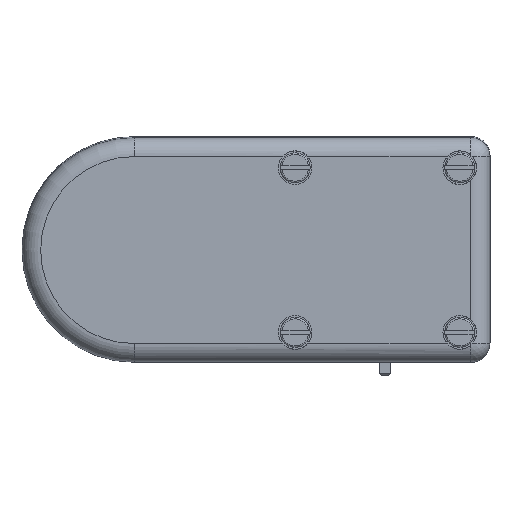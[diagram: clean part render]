
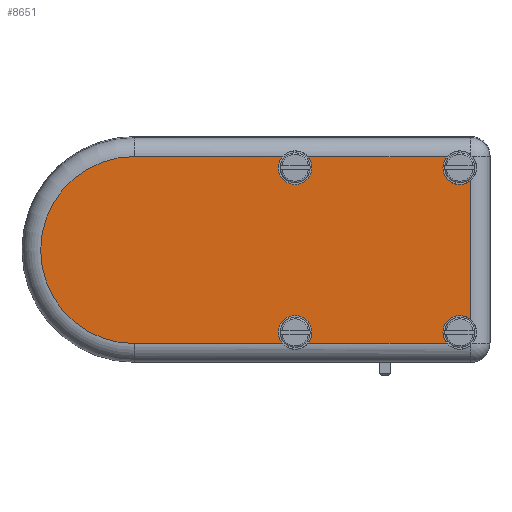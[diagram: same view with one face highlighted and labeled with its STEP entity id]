
A CAD part, front view. The second image highlights one B-rep face of the part: STEP entity #8651.
In plain terms, the highlighted planar face has unit normal (0, -1, 0).
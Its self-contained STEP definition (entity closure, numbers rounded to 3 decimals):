
#7594=DIRECTION('',(0.,0.,-1.));
#7595=VECTOR('',#7594,18.646);
#7596=CARTESIAN_POINT('',(27.5,0.,9.323));
#7597=LINE('',#7596,#7595);
#7598=CARTESIAN_POINT('',(26.,0.,-11.));
#7599=DIRECTION('',(0.,-1.,0.));
#7600=DIRECTION('',(0.667,0.,0.745));
#7601=AXIS2_PLACEMENT_3D('',#7598,#7599,#7600);
#7603=CARTESIAN_POINT('',(26.,0.,-11.));
#7604=DIRECTION('',(0.,-1.,0.));
#7605=DIRECTION('',(-1.,0.,0.));
#7606=AXIS2_PLACEMENT_3D('',#7603,#7604,#7605);
#7608=DIRECTION('',(-1.,0.,0.));
#7609=VECTOR('',#7608,18.646);
#7610=CARTESIAN_POINT('',(24.323,0.,-12.5));
#7611=LINE('',#7610,#7609);
#7612=CARTESIAN_POINT('',(4.,0.,-11.));
#7613=DIRECTION('',(0.,-1.,0.));
#7614=DIRECTION('',(0.745,0.,-0.667));
#7615=AXIS2_PLACEMENT_3D('',#7612,#7613,#7614);
#7617=CARTESIAN_POINT('',(4.,0.,-11.));
#7618=DIRECTION('',(0.,-1.,0.));
#7619=DIRECTION('',(1.,0.,0.));
#7620=AXIS2_PLACEMENT_3D('',#7617,#7618,#7619);
#7622=CARTESIAN_POINT('',(4.,0.,-11.));
#7623=DIRECTION('',(0.,-1.,0.));
#7624=DIRECTION('',(-1.,0.,0.));
#7625=AXIS2_PLACEMENT_3D('',#7622,#7623,#7624);
#7627=DIRECTION('',(1.,0.,0.));
#7628=VECTOR('',#7627,19.823);
#7629=CARTESIAN_POINT('',(-17.5,0.,-12.5));
#7630=LINE('',#7629,#7628);
#7631=CARTESIAN_POINT('',(-17.5,0.,0.));
#7632=DIRECTION('',(0.,-1.,0.));
#7633=DIRECTION('',(0.,0.,1.));
#7634=AXIS2_PLACEMENT_3D('',#7631,#7632,#7633);
#7636=DIRECTION('',(-1.,0.,0.));
#7637=VECTOR('',#7636,19.823);
#7638=CARTESIAN_POINT('',(2.323,0.,12.5));
#7639=LINE('',#7638,#7637);
#7640=CARTESIAN_POINT('',(4.,0.,11.));
#7641=DIRECTION('',(0.,-1.,0.));
#7642=DIRECTION('',(-0.745,0.,0.667));
#7643=AXIS2_PLACEMENT_3D('',#7640,#7641,#7642);
#7645=CARTESIAN_POINT('',(4.,0.,11.));
#7646=DIRECTION('',(0.,-1.,0.));
#7647=DIRECTION('',(-1.,0.,0.));
#7648=AXIS2_PLACEMENT_3D('',#7645,#7646,#7647);
#7650=CARTESIAN_POINT('',(4.,0.,11.));
#7651=DIRECTION('',(0.,-1.,0.));
#7652=DIRECTION('',(1.,0.,0.));
#7653=AXIS2_PLACEMENT_3D('',#7650,#7651,#7652);
#7655=DIRECTION('',(1.,0.,0.));
#7656=VECTOR('',#7655,18.646);
#7657=CARTESIAN_POINT('',(5.677,0.,12.5));
#7658=LINE('',#7657,#7656);
#7659=CARTESIAN_POINT('',(26.,0.,11.));
#7660=DIRECTION('',(0.,-1.,0.));
#7661=DIRECTION('',(-0.745,0.,0.667));
#7662=AXIS2_PLACEMENT_3D('',#7659,#7660,#7661);
#7664=CARTESIAN_POINT('',(26.,0.,11.));
#7665=DIRECTION('',(0.,-1.,0.));
#7666=DIRECTION('',(-1.,0.,0.));
#7667=AXIS2_PLACEMENT_3D('',#7664,#7665,#7666);
#8223=CARTESIAN_POINT('',(5.677,0.,-12.5));
#8292=CARTESIAN_POINT('',(2.323,0.,12.5));
#8388=CARTESIAN_POINT('',(27.5,0.,-9.323));
#8429=CARTESIAN_POINT('',(23.75,0.,-11.));
#8430=VERTEX_POINT('',#8429);
#8439=CARTESIAN_POINT('',(6.25,0.,-11.));
#8440=CARTESIAN_POINT('',(1.75,0.,-11.));
#8441=VERTEX_POINT('',#8439);
#8442=VERTEX_POINT('',#8440);
#8459=CARTESIAN_POINT('',(23.75,0.,11.));
#8460=VERTEX_POINT('',#8459);
#8469=CARTESIAN_POINT('',(1.75,0.,11.));
#8470=CARTESIAN_POINT('',(6.25,0.,11.));
#8471=VERTEX_POINT('',#8469);
#8472=VERTEX_POINT('',#8470);
#8481=VERTEX_POINT('',#8388);
#8483=CARTESIAN_POINT('',(27.5,0.,9.323));
#8484=VERTEX_POINT('',#8483);
#8486=CARTESIAN_POINT('',(5.677,0.,12.5));
#8487=CARTESIAN_POINT('',(24.323,0.,12.5));
#8488=VERTEX_POINT('',#8486);
#8489=VERTEX_POINT('',#8487);
#8490=VERTEX_POINT('',#8292);
#8491=CARTESIAN_POINT('',(-17.5,0.,12.5));
#8492=VERTEX_POINT('',#8491);
#8493=CARTESIAN_POINT('',(-17.5,0.,-12.5));
#8494=VERTEX_POINT('',#8493);
#8499=CARTESIAN_POINT('',(2.323,0.,-12.5));
#8500=VERTEX_POINT('',#8499);
#8501=VERTEX_POINT('',#8223);
#8502=CARTESIAN_POINT('',(24.323,0.,-12.5));
#8503=VERTEX_POINT('',#8502);
#8612=CARTESIAN_POINT('',(0.,0.,0.));
#8613=DIRECTION('',(0.,1.,0.));
#8614=DIRECTION('',(1.,0.,0.));
#8615=AXIS2_PLACEMENT_3D('',#8612,#8613,#8614);
#8616=PLANE('',#8615);
#8618=ORIENTED_EDGE('',*,*,#8617,.T.);
#8620=ORIENTED_EDGE('',*,*,#8619,.T.);
#8622=ORIENTED_EDGE('',*,*,#8621,.T.);
#8624=ORIENTED_EDGE('',*,*,#8623,.T.);
#8626=ORIENTED_EDGE('',*,*,#8625,.T.);
#8628=ORIENTED_EDGE('',*,*,#8627,.T.);
#8630=ORIENTED_EDGE('',*,*,#8629,.T.);
#8632=ORIENTED_EDGE('',*,*,#8631,.F.);
#8634=ORIENTED_EDGE('',*,*,#8633,.F.);
#8636=ORIENTED_EDGE('',*,*,#8635,.F.);
#8638=ORIENTED_EDGE('',*,*,#8637,.T.);
#8640=ORIENTED_EDGE('',*,*,#8639,.T.);
#8642=ORIENTED_EDGE('',*,*,#8641,.T.);
#8644=ORIENTED_EDGE('',*,*,#8643,.T.);
#8646=ORIENTED_EDGE('',*,*,#8645,.T.);
#8648=ORIENTED_EDGE('',*,*,#8647,.T.);
#8649=EDGE_LOOP('',(#8618,#8620,#8622,#8624,#8626,#8628,#8630,#8632,#8634,#8636,
#8638,#8640,#8642,#8644,#8646,#8648));
#8650=FACE_OUTER_BOUND('',#8649,.F.);
#8651=ADVANCED_FACE('',(#8650),#8616,.F.);
#7602=CIRCLE('',#7601,2.25);
#7607=CIRCLE('',#7606,2.25);
#7616=CIRCLE('',#7615,2.25);
#7621=CIRCLE('',#7620,2.25);
#7626=CIRCLE('',#7625,2.25);
#7635=CIRCLE('',#7634,12.5);
#7644=CIRCLE('',#7643,2.25);
#7649=CIRCLE('',#7648,2.25);
#7654=CIRCLE('',#7653,2.25);
#7663=CIRCLE('',#7662,2.25);
#7668=CIRCLE('',#7667,2.25);
#8617=EDGE_CURVE('',#8484,#8481,#7597,.T.);
#8619=EDGE_CURVE('',#8481,#8430,#7602,.T.);
#8621=EDGE_CURVE('',#8430,#8503,#7607,.T.);
#8623=EDGE_CURVE('',#8503,#8501,#7611,.T.);
#8625=EDGE_CURVE('',#8501,#8441,#7616,.T.);
#8627=EDGE_CURVE('',#8441,#8442,#7621,.T.);
#8629=EDGE_CURVE('',#8442,#8500,#7626,.T.);
#8631=EDGE_CURVE('',#8494,#8500,#7630,.T.);
#8633=EDGE_CURVE('',#8492,#8494,#7635,.T.);
#8635=EDGE_CURVE('',#8490,#8492,#7639,.T.);
#8637=EDGE_CURVE('',#8490,#8471,#7644,.T.);
#8639=EDGE_CURVE('',#8471,#8472,#7649,.T.);
#8641=EDGE_CURVE('',#8472,#8488,#7654,.T.);
#8643=EDGE_CURVE('',#8488,#8489,#7658,.T.);
#8645=EDGE_CURVE('',#8489,#8460,#7663,.T.);
#8647=EDGE_CURVE('',#8460,#8484,#7668,.T.);
